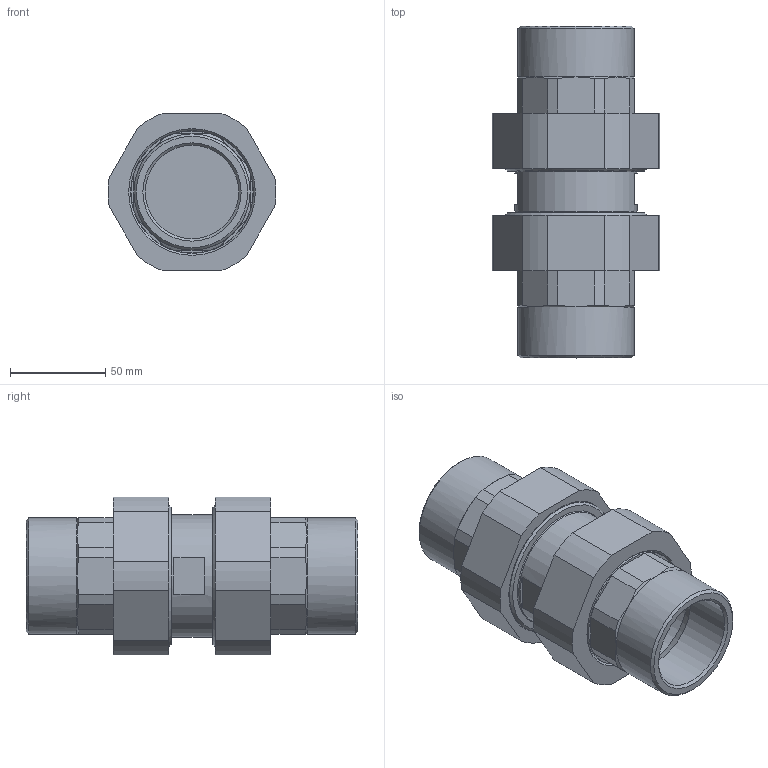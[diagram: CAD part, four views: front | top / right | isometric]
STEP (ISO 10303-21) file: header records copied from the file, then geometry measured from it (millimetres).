
FILE_DESCRIPTION(/* description */ (''),/* implementation_level */ '2;1');
FILE_NAME(/* name */ '304790A_Simplify_1.stp',/* time_stamp */ '2025-08-21T14:00:49-05:00',/* author */ ('ischreiner'),/* organization */ (''),/* preprocessor_version */ 'ST-DEVELOPER v20',/* originating_system */ 'Autodesk Inventor 2025',/* authorisation */ '');
FILE_SCHEMA (('AUTOMOTIVE_DESIGN { 1 0 10303 214 3 1 1 }'));
Length unit declared in the file: inch
Products named in the file (1): 304790A_Simplify_1
Bounding box: 87.99 x 174.04 x 82.8 mm (x, y, z)
Volume: 458366.6 mm3; surface area: 110531.3 mm2
Topology: 5 solids, 5 shells, 135 faces, 311 edges, 196 vertices
Faces by surface type: plane 68, cone 34, cylinder 31, torus 2
Full cylindrical faces by diameter (mm): 49 x2, 52.832 x2, 61 x2, 64 x3, 64.389 x2, 72 x4, 72.238 x2, 74.9 x2
Entity records: 3961 total; most frequent: CARTESIAN_POINT 739, DIRECTION 641, ORIENTED_EDGE 622, EDGE_CURVE 311, AXIS2_PLACEMENT_3D 242, VERTEX_POINT 196, LINE 157, VECTOR 157
